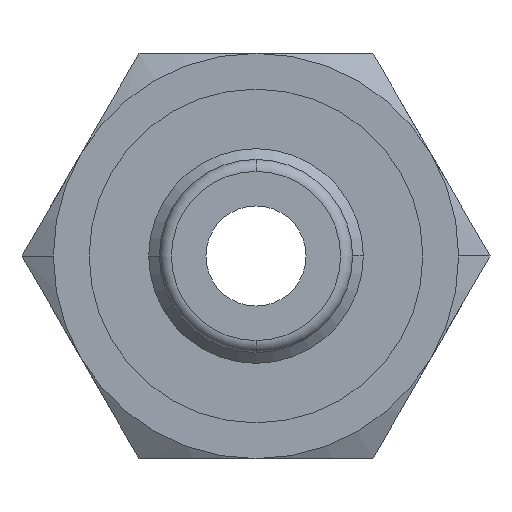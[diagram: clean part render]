
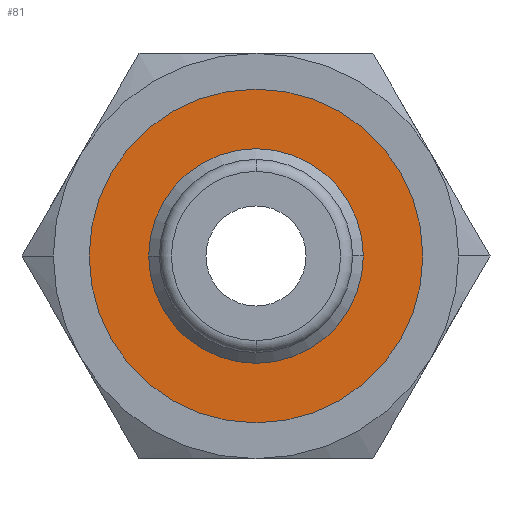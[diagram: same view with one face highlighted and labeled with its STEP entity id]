
A CAD part, front view. The second image highlights one B-rep face of the part: STEP entity #81.
In plain terms, the highlighted planar face has unit normal (0, -1, 0).
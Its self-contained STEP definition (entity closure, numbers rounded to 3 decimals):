
#81=ADVANCED_FACE('',(#203,#204),#205,.T.);
#203=FACE_OUTER_BOUND('',#368,.T.);
#204=FACE_BOUND('',#369,.T.);
#205=PLANE('',#370);
#368=EDGE_LOOP('',(#540,#541));
#369=EDGE_LOOP('',(#542,#543));
#370=AXIS2_PLACEMENT_3D('',#544,#545,#546);
#540=ORIENTED_EDGE('',*,*,#953,.T.);
#541=ORIENTED_EDGE('',*,*,#954,.T.);
#542=ORIENTED_EDGE('',*,*,#955,.F.);
#543=ORIENTED_EDGE('',*,*,#956,.F.);
#544=CARTESIAN_POINT('',(0.0,14.0,0.0));
#545=DIRECTION('',(0.0,-1.0,0.0));
#546=DIRECTION('',(-1.0,0.0,0.0));
#953=EDGE_CURVE('',#1123,#1124,#1125,.T.);
#954=EDGE_CURVE('',#1124,#1123,#1126,.T.);
#955=EDGE_CURVE('',#1127,#1128,#1129,.T.);
#956=EDGE_CURVE('',#1128,#1127,#1130,.T.);
#1123=VERTEX_POINT('',#1382);
#1124=VERTEX_POINT('',#1383);
#1125=CIRCLE('',#1384,7.0);
#1126=CIRCLE('',#1385,7.0);
#1127=VERTEX_POINT('',#1386);
#1128=VERTEX_POINT('',#1387);
#1129=CIRCLE('',#1388,4.5);
#1130=CIRCLE('',#1389,4.5);
#1382=CARTESIAN_POINT('',(7.0,14.0,0.0));
#1383=CARTESIAN_POINT('',(-7.0,14.0,0.));
#1384=AXIS2_PLACEMENT_3D('',#1856,#1857,#1858);
#1385=AXIS2_PLACEMENT_3D('',#1859,#1860,#1861);
#1386=CARTESIAN_POINT('',(-4.5,14.0,0.));
#1387=CARTESIAN_POINT('',(4.5,14.0,0.));
#1388=AXIS2_PLACEMENT_3D('',#1862,#1863,#1864);
#1389=AXIS2_PLACEMENT_3D('',#1865,#1866,#1867);
#1856=CARTESIAN_POINT('',(0.0,14.0,0.0));
#1857=DIRECTION('',(0.0,-1.0,0.0));
#1858=DIRECTION('',(1.0,0.0,0.0));
#1859=CARTESIAN_POINT('',(0.0,14.0,0.0));
#1860=DIRECTION('',(0.0,-1.0,0.0));
#1861=DIRECTION('',(1.0,0.0,0.0));
#1862=CARTESIAN_POINT('',(0.0,14.0,0.0));
#1863=DIRECTION('',(0.0,-1.0,0.0));
#1864=DIRECTION('',(1.0,0.0,0.0));
#1865=CARTESIAN_POINT('',(0.0,14.0,0.0));
#1866=DIRECTION('',(0.0,-1.0,0.0));
#1867=DIRECTION('',(1.0,0.0,0.0));
